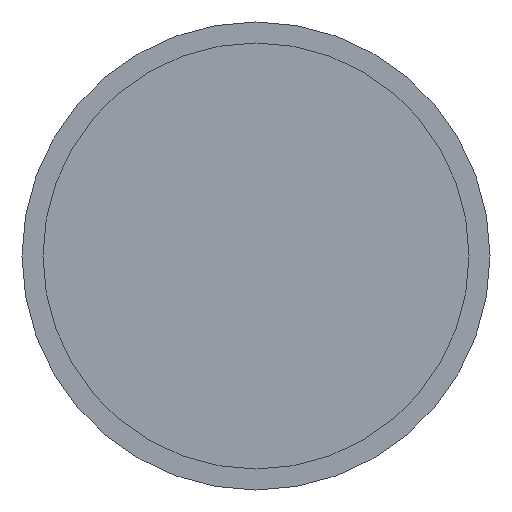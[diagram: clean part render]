
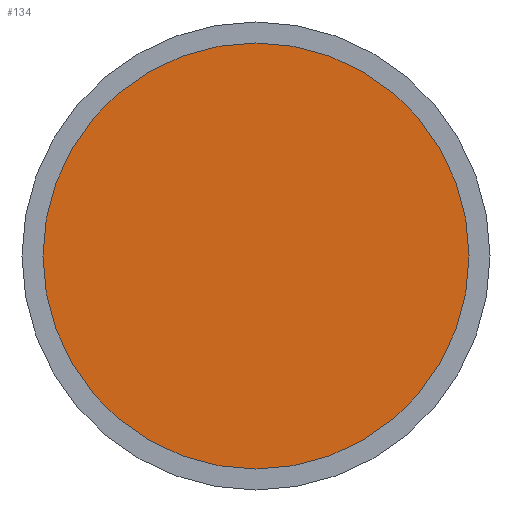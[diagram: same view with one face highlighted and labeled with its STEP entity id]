
A CAD part, front view. The second image highlights one B-rep face of the part: STEP entity #134.
In plain terms, the highlighted planar face has unit normal (0, -1, 0).
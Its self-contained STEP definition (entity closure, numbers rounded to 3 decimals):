
#36=FACE_OUTER_BOUND('',#47,.T.);
#47=EDGE_LOOP('',(#97));
#61=CIRCLE('',#160,0.66);
#71=VERTEX_POINT('',#232);
#81=EDGE_CURVE('',#71,#71,#61,.T.);
#97=ORIENTED_EDGE('',*,*,#81,.F.);
#129=PLANE('',#159);
#134=ADVANCED_FACE('',(#36),#129,.T.);
#159=AXIS2_PLACEMENT_3D('',#231,#182,#183);
#160=AXIS2_PLACEMENT_3D('',#233,#184,#185);
#182=DIRECTION('center_axis',(0.,-1.,0.));
#183=DIRECTION('ref_axis',(0.,0.,-1.));
#184=DIRECTION('center_axis',(0.,1.,0.));
#185=DIRECTION('ref_axis',(1.,0.,0.));
#231=CARTESIAN_POINT('Origin',(0.,0.,0.66));
#232=CARTESIAN_POINT('',(0.,0.,-0.66));
#233=CARTESIAN_POINT('Origin',(0.,0.,0.));
